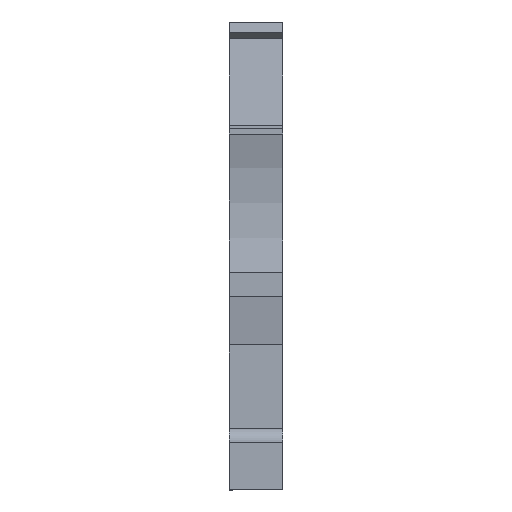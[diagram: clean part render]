
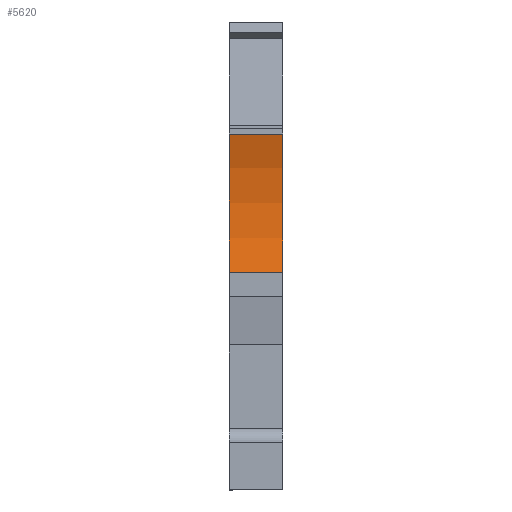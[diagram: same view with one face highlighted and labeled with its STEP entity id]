
A CAD part, front view. The second image highlights one B-rep face of the part: STEP entity #5620.
In plain terms, the highlighted cylindrical face has radius 15 mm (diameter 30 mm), a partial arc.
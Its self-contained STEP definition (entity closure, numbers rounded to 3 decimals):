
#441=CYLINDRICAL_SURFACE('',#5947,15.);
#485=CIRCLE('',#5881,15.);
#505=CIRCLE('',#5927,15.);
#608=VERTEX_POINT('',#7554);
#609=VERTEX_POINT('',#7556);
#734=VERTEX_POINT('',#7848);
#735=VERTEX_POINT('',#7850);
#1329=VECTOR('',#6581,1.);
#1331=VECTOR('',#6586,1.);
#2006=LINE('',#7962,#1329);
#2008=LINE('',#7966,#1331);
#2517=EDGE_CURVE('',#608,#609,#485,.T.);
#2670=EDGE_CURVE('',#735,#734,#505,.T.);
#2731=EDGE_CURVE('',#608,#735,#2006,.T.);
#2733=EDGE_CURVE('',#609,#734,#2008,.T.);
#3671=ORIENTED_EDGE('',*,*,#2731,.T.);
#3672=ORIENTED_EDGE('',*,*,#2670,.T.);
#3673=ORIENTED_EDGE('',*,*,#2733,.F.);
#3674=ORIENTED_EDGE('',*,*,#2517,.F.);
#5026=EDGE_LOOP('',(#3671,#3672,#3673,#3674));
#5323=FACE_BOUND('',#5026,.T.);
#5620=ADVANCED_FACE('',(#5323),#441,.F.);
#5881=AXIS2_PLACEMENT_3D('',#7555,#6307,#6308);
#5927=AXIS2_PLACEMENT_3D('',#7849,#6501,#6502);
#5947=AXIS2_PLACEMENT_3D('',#7965,#6584,#6585);
#6307=DIRECTION('',(0.,0.,1.));
#6308=DIRECTION('',(15.,0.,0.));
#6501=DIRECTION('',(0.,0.,1.));
#6502=DIRECTION('',(15.,0.,0.));
#6581=DIRECTION('',(0.,0.,1.));
#6584=DIRECTION('',(0.,0.,1.));
#6585=DIRECTION('',(15.,0.,0.));
#6586=DIRECTION('',(0.,0.,1.));
#7554=CARTESIAN_POINT('',(-2.072,6.119,-3.5));
#7555=CARTESIAN_POINT('',(-16.823,8.841,-3.5));
#7556=CARTESIAN_POINT('',(-3.169,15.052,-3.5));
#7848=CARTESIAN_POINT('',(-3.169,15.052,0.));
#7849=CARTESIAN_POINT('',(-16.823,8.841,0.));
#7850=CARTESIAN_POINT('',(-2.072,6.119,0.));
#7962=CARTESIAN_POINT('',(-2.072,6.119,-3.5));
#7965=CARTESIAN_POINT('',(-16.823,8.841,-3.5));
#7966=CARTESIAN_POINT('',(-3.169,15.052,-3.5));
